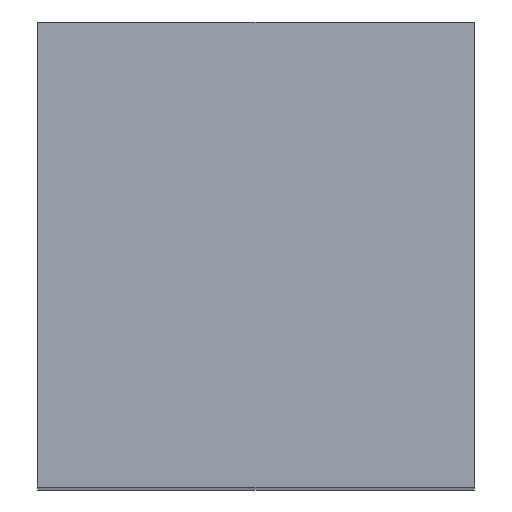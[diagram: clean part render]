
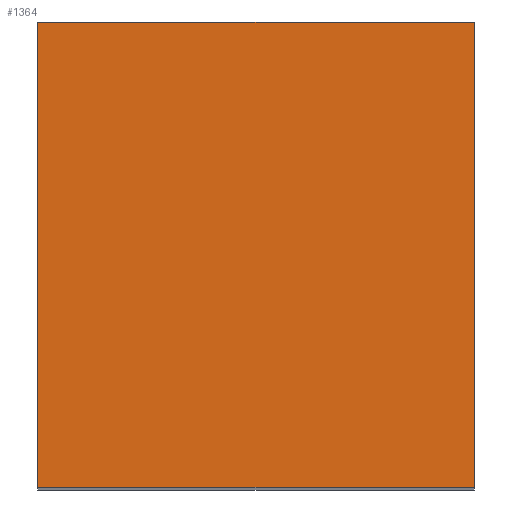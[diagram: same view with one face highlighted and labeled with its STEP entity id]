
A CAD part, top view. The second image highlights one B-rep face of the part: STEP entity #1364.
In plain terms, the highlighted planar face has unit normal (0, 0, 1).
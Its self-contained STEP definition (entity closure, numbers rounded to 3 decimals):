
#51 = CARTESIAN_POINT ( 'NONE',  ( 0., 16., 0. ) ) ;
#73 = CARTESIAN_POINT ( 'NONE',  ( 0., 0., 0. ) ) ;
#83 = CARTESIAN_POINT ( 'NONE',  ( 15., 0., 0. ) ) ;
#152 = DIRECTION ( 'NONE',  ( 0., -1., 0. ) ) ;
#181 = CARTESIAN_POINT ( 'NONE',  ( 15., 16., 0. ) ) ;
#263 = LINE ( 'NONE', #73, #1102 ) ;
#273 = CARTESIAN_POINT ( 'NONE',  ( 15., 16., 0. ) ) ;
#290 = PLANE ( 'NONE',  #626 ) ;
#302 = EDGE_LOOP ( 'NONE', ( #999, #1496, #1310, #924 ) ) ;
#333 = DIRECTION ( 'NONE',  ( 1., 0., 0. ) ) ;
#415 = DIRECTION ( 'NONE',  ( 0., 0., -1. ) ) ;
#421 = VECTOR ( 'NONE', #869, 1000. ) ;
#428 = CARTESIAN_POINT ( 'NONE',  ( 0., 0., 0. ) ) ;
#495 = VERTEX_POINT ( 'NONE', #1445 ) ;
#626 = AXIS2_PLACEMENT_3D ( 'NONE', #987, #415, #754 ) ;
#652 = LINE ( 'NONE', #273, #1249 ) ;
#754 = DIRECTION ( 'NONE',  ( -1., 0., 0. ) ) ;
#757 = VERTEX_POINT ( 'NONE', #181 ) ;
#760 = EDGE_CURVE ( 'NONE', #1503, #874, #263, .T. ) ;
#837 = VECTOR ( 'NONE', #1302, 1000. ) ;
#840 = FACE_OUTER_BOUND ( 'NONE', #302, .T. ) ;
#869 = DIRECTION ( 'NONE',  ( 1., 0., 0. ) ) ;
#874 = VERTEX_POINT ( 'NONE', #83 ) ;
#924 = ORIENTED_EDGE ( 'NONE', *, *, #1149, .T. ) ;
#987 = CARTESIAN_POINT ( 'NONE',  ( 0., 16., 0. ) ) ;
#999 = ORIENTED_EDGE ( 'NONE', *, *, #760, .T. ) ;
#1048 = LINE ( 'NONE', #51, #421 ) ;
#1102 = VECTOR ( 'NONE', #333, 1000. ) ;
#1149 = EDGE_CURVE ( 'NONE', #495, #1503, #1157, .T. ) ;
#1157 = LINE ( 'NONE', #1179, #837 ) ;
#1179 = CARTESIAN_POINT ( 'NONE',  ( 0., 16., 0. ) ) ;
#1249 = VECTOR ( 'NONE', #152, 1000. ) ;
#1302 = DIRECTION ( 'NONE',  ( 0., -1., 0. ) ) ;
#1310 = ORIENTED_EDGE ( 'NONE', *, *, #1456, .F. ) ;
#1340 = EDGE_CURVE ( 'NONE', #757, #874, #652, .T. ) ;
#1364 = ADVANCED_FACE ( 'NONE', ( #840 ), #290, .F. ) ;
#1445 = CARTESIAN_POINT ( 'NONE',  ( 0., 16., 0. ) ) ;
#1456 = EDGE_CURVE ( 'NONE', #495, #757, #1048, .T. ) ;
#1496 = ORIENTED_EDGE ( 'NONE', *, *, #1340, .F. ) ;
#1503 = VERTEX_POINT ( 'NONE', #428 ) ;
